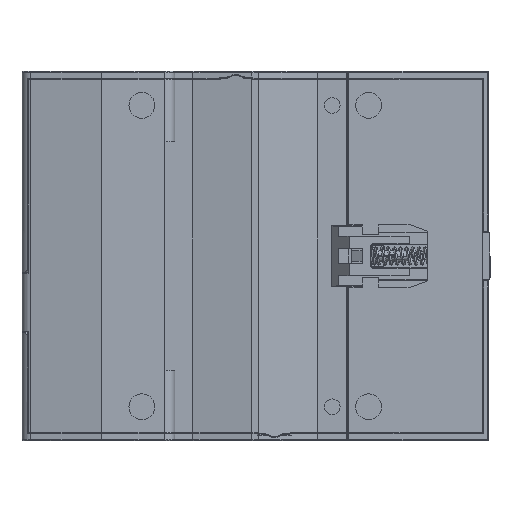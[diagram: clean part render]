
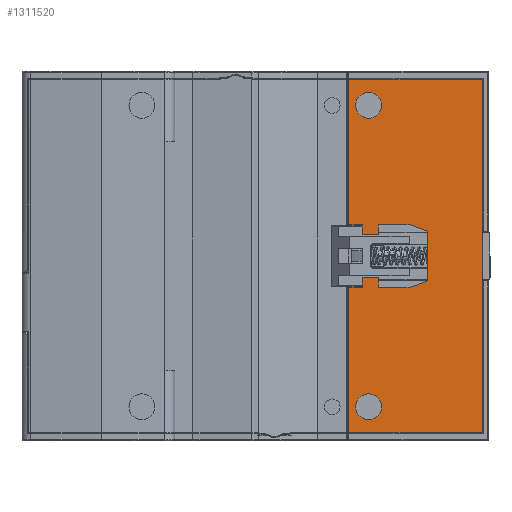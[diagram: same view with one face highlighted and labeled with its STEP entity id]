
A CAD part, front view. The second image highlights one B-rep face of the part: STEP entity #1311520.
In plain terms, the highlighted planar face has unit normal (0, -1, 0).
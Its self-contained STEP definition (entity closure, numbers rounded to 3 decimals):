
#1089330=CARTESIAN_POINT('',(-1.229,-12.5,
-15.2));
#1089340=VERTEX_POINT('',#1089330);
#1089370=CARTESIAN_POINT('',(1.503,-12.5,
-15.2));
#1089380=DIRECTION('',(1.,0.,0.));
#1089390=VECTOR('',#1089380,1.);
#1089400=LINE('',#1089370,#1089390);
#1089410=CARTESIAN_POINT('',(1.85,-12.5,
-15.2));
#1089420=VERTEX_POINT('',#1089410);
#1089430=EDGE_CURVE('',#1089340,#1089420,#1089400,.T.);
#1089900=CARTESIAN_POINT('',(1.503,-12.5,
-10.145));
#1089910=DIRECTION('',(0.94,0.,
0.342));
#1089920=VECTOR('',#1089910,1.);
#1089930=LINE('',#1089900,#1089920);
#1089940=CARTESIAN_POINT('',(-10.6,-12.5,
-14.55));
#1089950=VERTEX_POINT('',#1089940);
#1089960=CARTESIAN_POINT('',(-7.303,-12.5,
-13.35));
#1089970=VERTEX_POINT('',#1089960);
#1089980=EDGE_CURVE('',#1089950,#1089970,#1089930,.T.);
#1309970=CARTESIAN_POINT('',(-22.4,-12.5,
-53.45));
#1309980=DIRECTION('',(0.,-1.,0.));
#1309990=DIRECTION('',(0.,0.,-1.))
;
#1310000=AXIS2_PLACEMENT_3D('',#1309970,#1309980,#1309990);
#1310010=PLANE('',#1310000);
#1310020=CARTESIAN_POINT('',(0.675,-12.5,
9.665));
#1310030=DIRECTION('',(0.,-1.,0.));
#1310040=DIRECTION('',(-1.,0.,0.));
#1310050=AXIS2_PLACEMENT_3D('',#1310020,#1310030,#1310040);
#1310060=CIRCLE('',#1310050,2.48);
#1310070=CARTESIAN_POINT('',(-1.806,-12.5,
9.665));
#1310080=VERTEX_POINT('',#1310070);
#1310090=CARTESIAN_POINT('',(3.155,-12.5,
9.665));
#1310100=VERTEX_POINT('',#1310090);
#1310110=EDGE_CURVE('',#1310080,#1310100,#1310060,.T.);
#1310120=ORIENTED_EDGE('',*,*,#1310110,.F.);
#1310130=EDGE_CURVE('',#1310100,#1310080,#1310060,.T.);
#1310140=ORIENTED_EDGE('',*,*,#1310130,.F.);
#1310150=EDGE_LOOP('',(#1310140,#1310120));
#1310160=FACE_BOUND('',#1310150,.T.);
#1310170=CARTESIAN_POINT('',(0.675,-12.5,
-48.365));
#1310180=DIRECTION('',(0.,-1.,0.));
#1310190=DIRECTION('',(-1.,0.,0.));
#1310200=AXIS2_PLACEMENT_3D('',#1310170,#1310180,#1310190);
#1310210=CIRCLE('',#1310200,2.48);
#1310220=CARTESIAN_POINT('',(3.155,-12.5,
-48.365));
#1310230=VERTEX_POINT('',#1310220);
#1310240=CARTESIAN_POINT('',(-1.806,-12.5,
-48.365));
#1310250=VERTEX_POINT('',#1310240);
#1310260=EDGE_CURVE('',#1310230,#1310250,#1310210,.T.);
#1310270=ORIENTED_EDGE('',*,*,#1310260,.F.);
#1310280=EDGE_CURVE('',#1310250,#1310230,#1310210,.T.);
#1310290=ORIENTED_EDGE('',*,*,#1310280,.F.);
#1310300=EDGE_LOOP('',(#1310290,#1310270));
#1310310=FACE_BOUND('',#1310300,.T.);
#1310320=CARTESIAN_POINT('',(1.503,-12.5,
14.664));
#1310330=DIRECTION('',(-1.,0.,0.));
#1310340=VECTOR('',#1310330,1.);
#1310350=LINE('',#1310320,#1310340);
#1310360=CARTESIAN_POINT('',(4.5,-12.5,
14.664));
#1310370=VERTEX_POINT('',#1310360);
#1310380=CARTESIAN_POINT('',(-21.238,-12.5,
14.664));
#1310390=VERTEX_POINT('',#1310380);
#1310400=EDGE_CURVE('',#1310370,#1310390,#1310350,.T.);
#1310410=ORIENTED_EDGE('',*,*,#1310400,.T.);
#1310420=CARTESIAN_POINT('',(4.5,-12.5,
16.25));
#1310430=DIRECTION('',(0.,0.,1.));
#1310440=VECTOR('',#1310430,1.);
#1310450=LINE('',#1310420,#1310440);
#1310460=CARTESIAN_POINT('',(4.5,-12.5,
-13.35));
#1310470=VERTEX_POINT('',#1310460);
#1310480=EDGE_CURVE('',#1310470,#1310370,#1310450,.T.);
#1310490=ORIENTED_EDGE('',*,*,#1310480,.T.);
#1310500=CARTESIAN_POINT('',(1.503,-12.5,
-13.35));
#1310510=DIRECTION('',(1.,0.,0.));
#1310520=VECTOR('',#1310510,1.);
#1310530=LINE('',#1310500,#1310520);
#1310540=CARTESIAN_POINT('',(1.85,-12.5,
-13.35));
#1310550=VERTEX_POINT('',#1310540);
#1310560=EDGE_CURVE('',#1310550,#1310470,#1310530,.T.);
#1310570=ORIENTED_EDGE('',*,*,#1310560,.T.);
#1310580=CARTESIAN_POINT('',(1.85,-12.5,26.25));
#1310590=DIRECTION('',(0.,0.,-1.))
;
#1310600=VECTOR('',#1310590,1.);
#1310610=LINE('',#1310580,#1310600);
#1310620=EDGE_CURVE('',#1310550,#1089420,#1310610,.T.);
#1310630=ORIENTED_EDGE('',*,*,#1310620,.F.);
#1310640=ORIENTED_EDGE('',*,*,#1089430,.T.);
#1310650=CARTESIAN_POINT('',(-1.229,-12.5,26.25))
;
#1310660=DIRECTION('',(0.,0.,-1.))
;
#1310670=VECTOR('',#1310660,1.);
#1310680=LINE('',#1310650,#1310670);
#1310690=CARTESIAN_POINT('',(-1.229,-12.5,
-13.35));
#1310700=VERTEX_POINT('',#1310690);
#1310710=EDGE_CURVE('',#1310700,#1089340,#1310680,.T.);
#1310720=ORIENTED_EDGE('',*,*,#1310710,.T.);
#1310730=EDGE_CURVE('',#1089970,#1310700,#1310530,.T.);
#1310740=ORIENTED_EDGE('',*,*,#1310730,.T.);
#1310750=ORIENTED_EDGE('',*,*,#1089980,.T.);
#1310760=CARTESIAN_POINT('',(-10.6,-12.5,26.25))
;
#1310770=DIRECTION('',(0.,0.,1.));
#1310780=VECTOR('',#1310770,1.);
#1310790=LINE('',#1310760,#1310780);
#1310800=CARTESIAN_POINT('',(-10.6,-12.5,
-24.15));
#1310810=VERTEX_POINT('',#1310800);
#1310820=EDGE_CURVE('',#1310810,#1089950,#1310790,.T.);
#1310830=ORIENTED_EDGE('',*,*,#1310820,.T.);
#1310840=CARTESIAN_POINT('',(1.503,-12.5,
-28.555));
#1310850=DIRECTION('',(-0.94,0.,
0.342));
#1310860=VECTOR('',#1310850,1.);
#1310870=LINE('',#1310840,#1310860);
#1310880=CARTESIAN_POINT('',(-7.303,-12.5,
-25.35));
#1310890=VERTEX_POINT('',#1310880);
#1310900=EDGE_CURVE('',#1310890,#1310810,#1310870,.T.);
#1310910=ORIENTED_EDGE('',*,*,#1310900,.T.);
#1310920=CARTESIAN_POINT('',(1.503,-12.5,
-25.35));
#1310930=DIRECTION('',(-1.,0.,0.));
#1310940=VECTOR('',#1310930,1.);
#1310950=LINE('',#1310920,#1310940);
#1310960=CARTESIAN_POINT('',(-1.229,-12.5,
-25.35));
#1310970=VERTEX_POINT('',#1310960);
#1310980=EDGE_CURVE('',#1310970,#1310890,#1310950,.T.);
#1310990=ORIENTED_EDGE('',*,*,#1310980,.T.);
#1311000=CARTESIAN_POINT('',(-1.229,-12.5,26.25))
;
#1311010=DIRECTION('',(0.,0.,-1.))
;
#1311020=VECTOR('',#1311010,1.);
#1311030=LINE('',#1311000,#1311020);
#1311040=CARTESIAN_POINT('',(-1.229,-12.5,
-23.5));
#1311050=VERTEX_POINT('',#1311040);
#1311060=EDGE_CURVE('',#1311050,#1310970,#1311030,.T.);
#1311070=ORIENTED_EDGE('',*,*,#1311060,.T.);
#1311080=CARTESIAN_POINT('',(1.503,-12.5,
-23.5));
#1311090=DIRECTION('',(-1.,0.,0.));
#1311100=VECTOR('',#1311090,1.);
#1311110=LINE('',#1311080,#1311100);
#1311120=CARTESIAN_POINT('',(1.85,-12.5,
-23.5));
#1311130=VERTEX_POINT('',#1311120);
#1311140=EDGE_CURVE('',#1311130,#1311050,#1311110,.T.);
#1311150=ORIENTED_EDGE('',*,*,#1311140,.T.);
#1311160=CARTESIAN_POINT('',(1.85,-12.5,26.25));
#1311170=DIRECTION('',(0.,0.,-1.))
;
#1311180=VECTOR('',#1311170,1.);
#1311190=LINE('',#1311160,#1311180);
#1311200=CARTESIAN_POINT('',(1.85,-12.5,
-25.35));
#1311210=VERTEX_POINT('',#1311200);
#1311220=EDGE_CURVE('',#1311130,#1311210,#1311190,.T.);
#1311230=ORIENTED_EDGE('',*,*,#1311220,.F.);
#1311240=CARTESIAN_POINT('',(4.5,-12.5,
-25.35));
#1311250=VERTEX_POINT('',#1311240);
#1311260=EDGE_CURVE('',#1311250,#1311210,#1310950,.T.);
#1311270=ORIENTED_EDGE('',*,*,#1311260,.T.);
#1311280=CARTESIAN_POINT('',(4.5,-12.5,
16.25));
#1311290=DIRECTION('',(0.,0.,-1.))
;
#1311300=VECTOR('',#1311290,1.);
#1311310=LINE('',#1311280,#1311300);
#1311320=CARTESIAN_POINT('',(4.5,-12.5,
-53.364));
#1311330=VERTEX_POINT('',#1311320);
#1311340=EDGE_CURVE('',#1311250,#1311330,#1311310,.T.);
#1311350=ORIENTED_EDGE('',*,*,#1311340,.F.);
#1311360=CARTESIAN_POINT('',(1.503,-12.5,
-53.364));
#1311370=DIRECTION('',(-1.,0.,0.));
#1311380=VECTOR('',#1311370,1.);
#1311390=LINE('',#1311360,#1311380);
#1311400=CARTESIAN_POINT('',(-21.238,-12.5,
-53.364));
#1311410=VERTEX_POINT('',#1311400);
#1311420=EDGE_CURVE('',#1311330,#1311410,#1311390,.T.);
#1311430=ORIENTED_EDGE('',*,*,#1311420,.F.);
#1311440=CARTESIAN_POINT('',(-21.238,-12.5,26.25))
;
#1311450=DIRECTION('',(0.,0.,-1.))
;
#1311460=VECTOR('',#1311450,1.);
#1311470=LINE('',#1311440,#1311460);
#1311480=EDGE_CURVE('',#1310390,#1311410,#1311470,.T.);
#1311490=ORIENTED_EDGE('',*,*,#1311480,.T.);
#1311500=EDGE_LOOP('',(#1311490,#1311430,#1311350,#1311270,#1311230,
#1311150,#1311070,#1310990,#1310910,#1310830,#1310750,#1310740,#1310720,
#1310640,#1310630,#1310570,#1310490,#1310410));
#1311510=FACE_OUTER_BOUND('',#1311500,.T.);
#1311520=ADVANCED_FACE('',(#1310160,#1310310,#1311510),#1310010,.T.);
